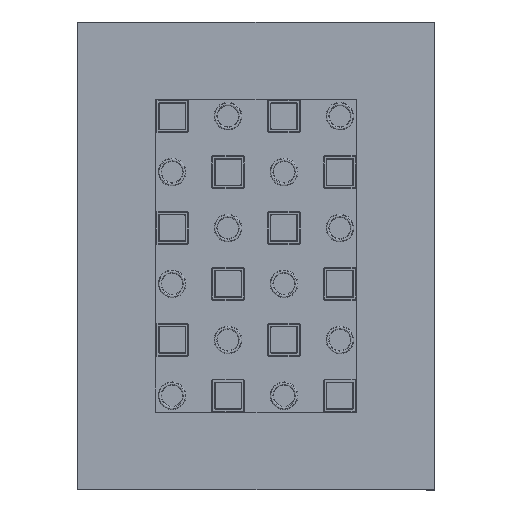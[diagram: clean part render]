
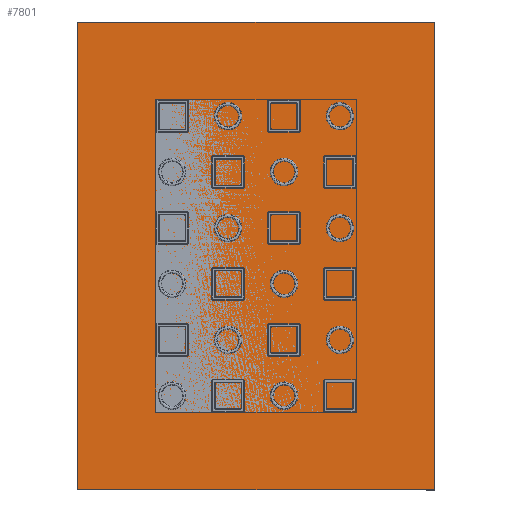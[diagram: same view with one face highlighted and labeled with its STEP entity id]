
A CAD part, top view. The second image highlights one B-rep face of the part: STEP entity #7801.
In plain terms, the highlighted face is planar.
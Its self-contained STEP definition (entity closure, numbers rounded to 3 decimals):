
#529=LINE('',#17232,#1033);
#530=LINE('',#17234,#1034);
#531=LINE('',#17236,#1035);
#532=LINE('',#17237,#1036);
#1033=VECTOR('',#11466,10.);
#1034=VECTOR('',#11467,10.);
#1035=VECTOR('',#11468,10.);
#1036=VECTOR('',#11469,10.);
#1569=PLANE('',#8897);
#2037=FACE_OUTER_BOUND('',#2541,.T.);
#2541=EDGE_LOOP('',(#7294,#7295,#7296,#7297));
#3890=VERTEX_POINT('',#17230);
#3891=VERTEX_POINT('',#17231);
#3892=VERTEX_POINT('',#17233);
#3893=VERTEX_POINT('',#17235);
#5026=EDGE_CURVE('',#3890,#3891,#529,.T.);
#5027=EDGE_CURVE('',#3891,#3892,#530,.T.);
#5028=EDGE_CURVE('',#3892,#3893,#531,.F.);
#5029=EDGE_CURVE('',#3893,#3890,#532,.F.);
#7294=ORIENTED_EDGE('',*,*,#5026,.T.);
#7295=ORIENTED_EDGE('',*,*,#5027,.T.);
#7296=ORIENTED_EDGE('',*,*,#5028,.T.);
#7297=ORIENTED_EDGE('',*,*,#5029,.T.);
#7801=ADVANCED_FACE('',(#2037),#1569,.F.);
#8897=AXIS2_PLACEMENT_3D('',#17229,#11464,#11465);
#11464=DIRECTION('center_axis',(0.,-1.,0.));
#11465=DIRECTION('ref_axis',(0.,0.,1.));
#11466=DIRECTION('',(1.,0.,0.));
#11467=DIRECTION('',(0.,0.,-1.));
#11468=DIRECTION('',(1.,0.,0.));
#11469=DIRECTION('',(0.,0.,-1.));
#17229=CARTESIAN_POINT('Origin',(1847.226,0.,6744.769));
#17230=CARTESIAN_POINT('',(-2145.624,0.,11921.25));
#17231=CARTESIAN_POINT('',(4702.627,0.,11921.25));
#17232=CARTESIAN_POINT('',(2847.226,0.,11921.25));
#17233=CARTESIAN_POINT('',(4702.627,0.,2920.283));
#17234=CARTESIAN_POINT('',(4702.627,0.,7744.769));
#17235=CARTESIAN_POINT('',(-2145.624,0.,2920.283));
#17236=CARTESIAN_POINT('',(710.459,0.,2920.283));
#17237=CARTESIAN_POINT('',(-2145.624,0.,6495.269));
